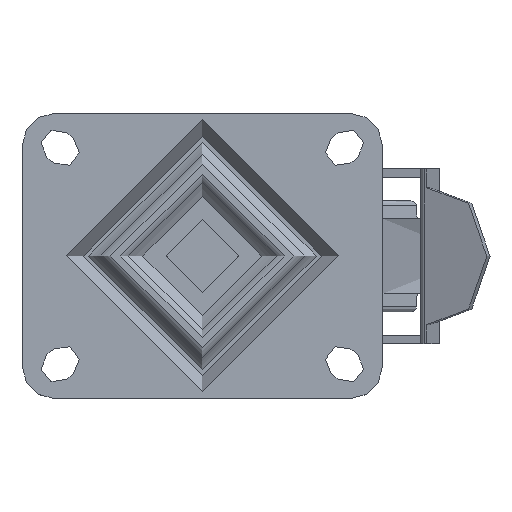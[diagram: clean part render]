
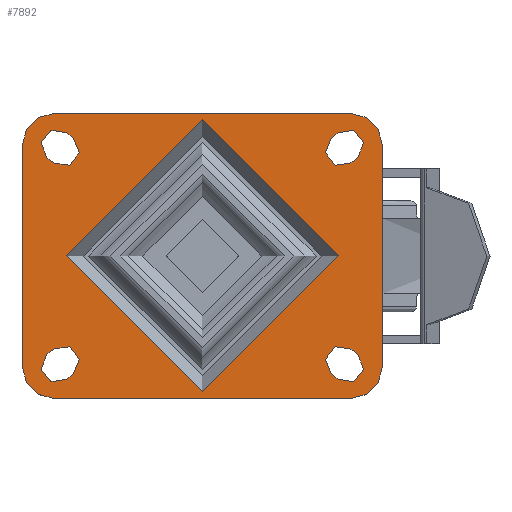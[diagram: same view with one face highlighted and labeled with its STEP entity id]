
A CAD part, top view. The second image highlights one B-rep face of the part: STEP entity #7892.
In plain terms, the highlighted planar face has unit normal (0, 0, 1).
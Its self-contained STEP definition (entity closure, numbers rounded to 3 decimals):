
#445=FACE_BOUND('',#1273,.T.);
#446=FACE_BOUND('',#1274,.T.);
#447=FACE_BOUND('',#1275,.T.);
#448=FACE_BOUND('',#1276,.T.);
#449=FACE_BOUND('',#1277,.T.);
#511=PLANE('',#8581);
#786=FACE_OUTER_BOUND('',#1272,.T.);
#1272=EDGE_LOOP('',(#5417,#5418,#5419,#5420,#5421,#5422,#5423,#5424));
#1273=EDGE_LOOP('',(#5425));
#1274=EDGE_LOOP('',(#5426,#5427,#5428,#5429));
#1275=EDGE_LOOP('',(#5430,#5431,#5432,#5433));
#1276=EDGE_LOOP('',(#5434,#5435,#5436,#5437));
#1277=EDGE_LOOP('',(#5438,#5439,#5440,#5441));
#1803=LINE('',#12067,#2385);
#1805=LINE('',#12075,#2387);
#1806=LINE('',#12080,#2388);
#1807=LINE('',#12084,#2389);
#1808=LINE('',#12086,#2390);
#1809=LINE('',#12087,#2391);
#1810=LINE('',#12088,#2392);
#1811=LINE('',#12089,#2393);
#1812=LINE('',#12090,#2394);
#1813=LINE('',#12091,#2395);
#1814=LINE('',#12092,#2396);
#1815=LINE('',#12093,#2397);
#2385=VECTOR('',#9594,1.);
#2387=VECTOR('',#9604,1.);
#2388=VECTOR('',#9609,1.);
#2389=VECTOR('',#9612,1.);
#2390=VECTOR('',#9615,1.);
#2391=VECTOR('',#9616,1.);
#2392=VECTOR('',#9617,1.);
#2393=VECTOR('',#9618,1.);
#2394=VECTOR('',#9619,1.);
#2395=VECTOR('',#9620,1.);
#2396=VECTOR('',#9621,1.);
#2397=VECTOR('',#9622,1.);
#2945=CIRCLE('',#8504,5.7);
#2946=CIRCLE('',#8506,5.7);
#2948=CIRCLE('',#8509,5.7);
#2951=CIRCLE('',#8513,5.7);
#2953=CIRCLE('',#8516,5.7);
#2954=CIRCLE('',#8518,5.7);
#2957=CIRCLE('',#8522,5.7);
#2958=CIRCLE('',#8524,5.7);
#2975=CIRCLE('',#8547,49.014);
#2995=CIRCLE('',#8582,12.);
#2996=CIRCLE('',#8583,12.);
#2997=CIRCLE('',#8584,12.);
#2998=CIRCLE('',#8585,12.);
#3365=VERTEX_POINT('',#11830);
#3366=VERTEX_POINT('',#11832);
#3367=VERTEX_POINT('',#11836);
#3368=VERTEX_POINT('',#11837);
#3371=VERTEX_POINT('',#11845);
#3372=VERTEX_POINT('',#11846);
#3377=VERTEX_POINT('',#11857);
#3378=VERTEX_POINT('',#11859);
#3381=VERTEX_POINT('',#11866);
#3382=VERTEX_POINT('',#11868);
#3383=VERTEX_POINT('',#11872);
#3384=VERTEX_POINT('',#11873);
#3389=VERTEX_POINT('',#11884);
#3390=VERTEX_POINT('',#11886);
#3391=VERTEX_POINT('',#11890);
#3392=VERTEX_POINT('',#11891);
#3405=VERTEX_POINT('',#11957);
#3422=VERTEX_POINT('',#12064);
#3423=VERTEX_POINT('',#12066);
#3424=VERTEX_POINT('',#12073);
#3425=VERTEX_POINT('',#12074);
#3426=VERTEX_POINT('',#12077);
#3427=VERTEX_POINT('',#12079);
#3428=VERTEX_POINT('',#12081);
#3429=VERTEX_POINT('',#12083);
#4117=EDGE_CURVE('',#3366,#3365,#2945,.T.);
#4119=EDGE_CURVE('',#3367,#3368,#2946,.T.);
#4123=EDGE_CURVE('',#3371,#3372,#2948,.T.);
#4129=EDGE_CURVE('',#3378,#3377,#2951,.T.);
#4133=EDGE_CURVE('',#3381,#3382,#2953,.T.);
#4135=EDGE_CURVE('',#3383,#3384,#2954,.T.);
#4141=EDGE_CURVE('',#3389,#3390,#2957,.T.);
#4143=EDGE_CURVE('',#3391,#3392,#2958,.T.);
#4164=EDGE_CURVE('',#3405,#3405,#2975,.T.);
#4189=EDGE_CURVE('',#3423,#3422,#1803,.T.);
#4191=EDGE_CURVE('',#3424,#3425,#1805,.T.);
#4192=EDGE_CURVE('',#3424,#3423,#2995,.T.);
#4193=EDGE_CURVE('',#3422,#3426,#2996,.T.);
#4194=EDGE_CURVE('',#3427,#3426,#1806,.T.);
#4195=EDGE_CURVE('',#3428,#3427,#2997,.T.);
#4196=EDGE_CURVE('',#3429,#3428,#1807,.T.);
#4197=EDGE_CURVE('',#3425,#3429,#2998,.T.);
#4198=EDGE_CURVE('',#3392,#3389,#1808,.T.);
#4199=EDGE_CURVE('',#3390,#3391,#1809,.T.);
#4200=EDGE_CURVE('',#3382,#3383,#1810,.T.);
#4201=EDGE_CURVE('',#3384,#3381,#1811,.T.);
#4202=EDGE_CURVE('',#3365,#3367,#1812,.T.);
#4203=EDGE_CURVE('',#3368,#3366,#1813,.T.);
#4204=EDGE_CURVE('',#3372,#3378,#1814,.T.);
#4205=EDGE_CURVE('',#3377,#3371,#1815,.T.);
#5417=ORIENTED_EDGE('',*,*,#4191,.F.);
#5418=ORIENTED_EDGE('',*,*,#4192,.T.);
#5419=ORIENTED_EDGE('',*,*,#4189,.T.);
#5420=ORIENTED_EDGE('',*,*,#4193,.T.);
#5421=ORIENTED_EDGE('',*,*,#4194,.F.);
#5422=ORIENTED_EDGE('',*,*,#4195,.F.);
#5423=ORIENTED_EDGE('',*,*,#4196,.F.);
#5424=ORIENTED_EDGE('',*,*,#4197,.F.);
#5425=ORIENTED_EDGE('',*,*,#4164,.F.);
#5426=ORIENTED_EDGE('',*,*,#4141,.F.);
#5427=ORIENTED_EDGE('',*,*,#4198,.F.);
#5428=ORIENTED_EDGE('',*,*,#4143,.F.);
#5429=ORIENTED_EDGE('',*,*,#4199,.F.);
#5430=ORIENTED_EDGE('',*,*,#4135,.F.);
#5431=ORIENTED_EDGE('',*,*,#4200,.F.);
#5432=ORIENTED_EDGE('',*,*,#4133,.F.);
#5433=ORIENTED_EDGE('',*,*,#4201,.F.);
#5434=ORIENTED_EDGE('',*,*,#4117,.T.);
#5435=ORIENTED_EDGE('',*,*,#4202,.T.);
#5436=ORIENTED_EDGE('',*,*,#4119,.T.);
#5437=ORIENTED_EDGE('',*,*,#4203,.T.);
#5438=ORIENTED_EDGE('',*,*,#4123,.T.);
#5439=ORIENTED_EDGE('',*,*,#4204,.T.);
#5440=ORIENTED_EDGE('',*,*,#4129,.T.);
#5441=ORIENTED_EDGE('',*,*,#4205,.T.);
#7892=ADVANCED_FACE('',(#786,#445,#446,#447,#448,#449),#511,.F.);
#8504=AXIS2_PLACEMENT_3D('',#11833,#9424,#9425);
#8506=AXIS2_PLACEMENT_3D('',#11838,#9429,#9430);
#8509=AXIS2_PLACEMENT_3D('',#11847,#9437,#9438);
#8513=AXIS2_PLACEMENT_3D('',#11860,#9448,#9449);
#8516=AXIS2_PLACEMENT_3D('',#11869,#9456,#9457);
#8518=AXIS2_PLACEMENT_3D('',#11874,#9461,#9462);
#8522=AXIS2_PLACEMENT_3D('',#11887,#9472,#9473);
#8524=AXIS2_PLACEMENT_3D('',#11892,#9477,#9478);
#8547=AXIS2_PLACEMENT_3D('',#11959,#9527,#9528);
#8581=AXIS2_PLACEMENT_3D('',#12072,#9602,#9603);
#8582=AXIS2_PLACEMENT_3D('',#12076,#9605,#9606);
#8583=AXIS2_PLACEMENT_3D('',#12078,#9607,#9608);
#8584=AXIS2_PLACEMENT_3D('',#12082,#9610,#9611);
#8585=AXIS2_PLACEMENT_3D('',#12085,#9613,#9614);
#9424=DIRECTION('center_axis',(0.,0.,-1.));
#9425=DIRECTION('ref_axis',(1.,0.,0.));
#9429=DIRECTION('center_axis',(0.,0.,-1.));
#9430=DIRECTION('ref_axis',(1.,0.,0.));
#9437=DIRECTION('center_axis',(0.,0.,-1.));
#9438=DIRECTION('ref_axis',(1.,0.,0.));
#9448=DIRECTION('center_axis',(0.,0.,-1.));
#9449=DIRECTION('ref_axis',(1.,0.,0.));
#9456=DIRECTION('center_axis',(0.,0.,1.));
#9457=DIRECTION('ref_axis',(1.,0.,0.));
#9461=DIRECTION('center_axis',(0.,0.,1.));
#9462=DIRECTION('ref_axis',(1.,0.,0.));
#9472=DIRECTION('center_axis',(0.,0.,1.));
#9473=DIRECTION('ref_axis',(1.,0.,0.));
#9477=DIRECTION('center_axis',(0.,0.,1.));
#9478=DIRECTION('ref_axis',(1.,0.,0.));
#9527=DIRECTION('center_axis',(0.,0.,1.));
#9528=DIRECTION('ref_axis',(-1.,0.,0.));
#9594=DIRECTION('',(1.,0.,0.));
#9602=DIRECTION('center_axis',(0.,0.,-1.));
#9603=DIRECTION('ref_axis',(0.,-1.,0.));
#9604=DIRECTION('',(0.,1.,0.));
#9605=DIRECTION('center_axis',(0.,0.,1.));
#9606=DIRECTION('ref_axis',(1.,0.,0.));
#9607=DIRECTION('center_axis',(0.,0.,1.));
#9608=DIRECTION('ref_axis',(1.,0.,0.));
#9609=DIRECTION('',(0.,-1.,0.));
#9610=DIRECTION('center_axis',(0.,0.,-1.));
#9611=DIRECTION('ref_axis',(1.,0.,0.));
#9612=DIRECTION('',(1.,0.,0.));
#9613=DIRECTION('center_axis',(0.,0.,-1.));
#9614=DIRECTION('ref_axis',(1.,0.,0.));
#9615=DIRECTION('',(-0.781,-0.625,0.));
#9616=DIRECTION('',(0.781,0.625,0.));
#9617=DIRECTION('',(0.781,-0.625,0.));
#9618=DIRECTION('',(-0.781,0.625,0.));
#9619=DIRECTION('',(0.781,-0.625,0.));
#9620=DIRECTION('',(-0.781,0.625,0.));
#9621=DIRECTION('',(-0.781,-0.625,0.));
#9622=DIRECTION('',(0.781,0.625,0.));
#11830=CARTESIAN_POINT('',(-27.536,161.729,0.));
#11832=CARTESIAN_POINT('',(-34.657,152.827,0.));
#11833=CARTESIAN_POINT('Origin',(-31.097,157.278,0.));
#11836=CARTESIAN_POINT('',(-25.036,159.729,0.));
#11837=CARTESIAN_POINT('',(-32.157,150.827,0.));
#11838=CARTESIAN_POINT('Origin',(-28.597,155.278,0.));
#11845=CARTESIAN_POINT('',(-134.657,161.729,0.));
#11846=CARTESIAN_POINT('',(-127.536,152.827,0.));
#11847=CARTESIAN_POINT('Origin',(-131.097,157.278,0.));
#11857=CARTESIAN_POINT('',(-137.157,159.729,0.));
#11859=CARTESIAN_POINT('',(-130.036,150.827,0.));
#11860=CARTESIAN_POINT('Origin',(-133.597,155.278,0.));
#11866=CARTESIAN_POINT('',(-130.036,239.729,0.));
#11868=CARTESIAN_POINT('',(-137.157,230.827,0.));
#11869=CARTESIAN_POINT('Origin',(-133.597,235.278,0.));
#11872=CARTESIAN_POINT('',(-134.657,228.827,0.));
#11873=CARTESIAN_POINT('',(-127.536,237.729,0.));
#11874=CARTESIAN_POINT('Origin',(-131.097,233.278,0.));
#11884=CARTESIAN_POINT('',(-34.657,237.729,0.));
#11886=CARTESIAN_POINT('',(-27.536,228.827,0.));
#11887=CARTESIAN_POINT('Origin',(-31.097,233.278,0.));
#11890=CARTESIAN_POINT('',(-25.036,230.827,0.));
#11891=CARTESIAN_POINT('',(-32.157,239.729,0.));
#11892=CARTESIAN_POINT('Origin',(-28.597,235.278,0.));
#11957=CARTESIAN_POINT('',(-130.11,195.278,0.));
#11959=CARTESIAN_POINT('Origin',(-81.097,195.278,0.));
#12064=CARTESIAN_POINT('',(-28.097,143.778,0.));
#12066=CARTESIAN_POINT('',(-134.097,143.778,0.));
#12067=CARTESIAN_POINT('',(-81.097,143.778,0.));
#12072=CARTESIAN_POINT('Origin',(-130.11,195.278,0.));
#12073=CARTESIAN_POINT('',(-146.097,155.778,0.));
#12074=CARTESIAN_POINT('',(-146.097,234.778,0.));
#12075=CARTESIAN_POINT('',(-146.097,195.278,0.));
#12076=CARTESIAN_POINT('Origin',(-134.097,155.778,0.));
#12077=CARTESIAN_POINT('',(-16.097,155.778,0.));
#12078=CARTESIAN_POINT('Origin',(-28.097,155.778,0.));
#12079=CARTESIAN_POINT('',(-16.097,234.778,0.));
#12080=CARTESIAN_POINT('',(-16.097,234.778,0.));
#12081=CARTESIAN_POINT('',(-28.097,246.778,0.));
#12082=CARTESIAN_POINT('Origin',(-28.097,234.778,0.));
#12083=CARTESIAN_POINT('',(-134.097,246.778,0.));
#12084=CARTESIAN_POINT('',(-81.097,246.778,0.));
#12085=CARTESIAN_POINT('Origin',(-134.097,234.778,0.));
#12086=CARTESIAN_POINT('',(-32.157,239.729,0.));
#12087=CARTESIAN_POINT('',(-27.536,228.827,0.));
#12088=CARTESIAN_POINT('',(-137.157,230.827,0.));
#12089=CARTESIAN_POINT('',(-127.536,237.729,0.));
#12090=CARTESIAN_POINT('',(-27.536,161.729,0.));
#12091=CARTESIAN_POINT('',(-32.157,150.827,0.));
#12092=CARTESIAN_POINT('',(-127.536,152.827,0.));
#12093=CARTESIAN_POINT('',(-137.157,159.729,0.));
